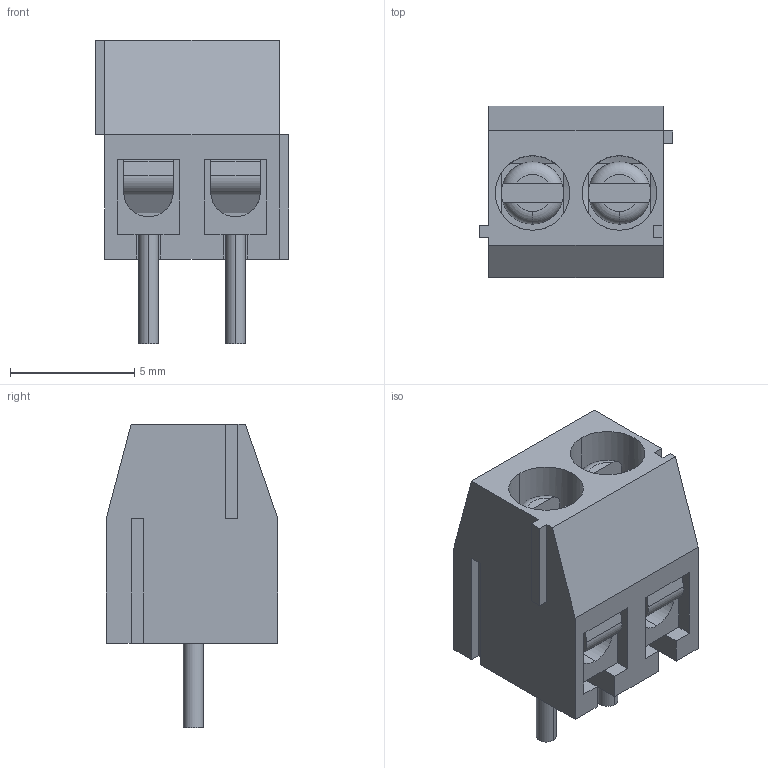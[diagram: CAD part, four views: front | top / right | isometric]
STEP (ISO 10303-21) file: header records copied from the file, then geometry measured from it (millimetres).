
FILE_DESCRIPTION (( 'STEP AP214' ), '1' );
FILE_NAME ('CONN-TH_3P-P3.50_KF350-3.5-3P.step', '2022-07-29T16:37:20', ( '' ), ( '' ), 'SwSTEP 2.0', 'SolidWorks 2020', '' );
FILE_SCHEMA (( 'AUTOMOTIVE_DESIGN' ));
Length unit declared in the file: millimetre
Products named in the file (1): CONN-TH_3P-P3.50_KF350-3.5-3P
Bounding box: 7.8 x 6.9 x 12.2 mm (x, y, z)
Volume: 301.7 mm3; surface area: 660.2 mm2
Topology: 14 solids, 14 shells, 621 faces, 1713 edges, 1140 vertices
Faces by surface type: plane 385, bspline 194, cylinder 30, cone 6, torus 6
Entity records: 29767 total; most frequent: CARTESIAN_POINT 9567, ORIENTED_EDGE 3426, DIRECTION 2229, EDGE_CURVE 1713, LINE 1193, VECTOR 1193, VERTEX_POINT 1140, EDGE_LOOP 661
